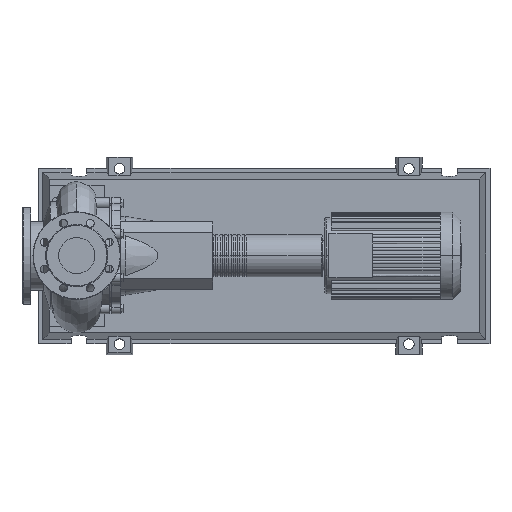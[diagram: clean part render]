
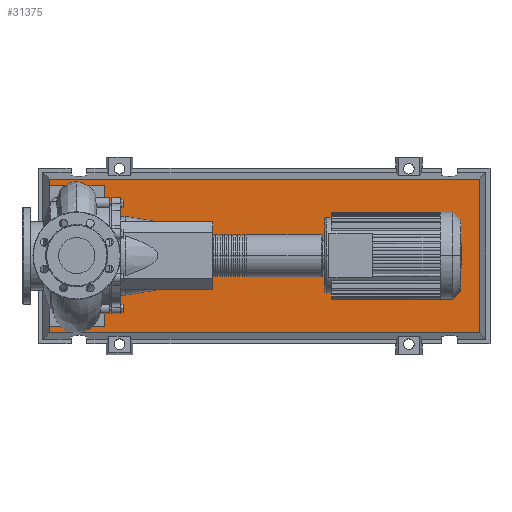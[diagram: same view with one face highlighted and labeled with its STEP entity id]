
A CAD part, top view. The second image highlights one B-rep face of the part: STEP entity #31375.
In plain terms, the highlighted planar face has unit normal (0, 0, 1).
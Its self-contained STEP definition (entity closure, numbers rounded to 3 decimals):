
#31056=CARTESIAN_POINT('',(917.971,-175.471,103.0));
#31057=VERTEX_POINT('',#31056);
#31064=CARTESIAN_POINT('',(-62.971,-175.471,103.0));
#31065=VERTEX_POINT('',#31064);
#31066=CARTESIAN_POINT('',(917.971,-175.471,103.0));
#31067=DIRECTION('',(-1.0,0.0,0.0));
#31068=VECTOR('',#31067,980.941);
#31069=LINE('',#31066,#31068);
#31070=EDGE_CURVE('',#31057,#31065,#31069,.T.);
#31288=CARTESIAN_POINT('',(917.971,175.471,103.0));
#31289=VERTEX_POINT('',#31288);
#31290=CARTESIAN_POINT('',(917.971,175.471,103.0));
#31291=DIRECTION('',(0.0,-1.0,0.0));
#31292=VECTOR('',#31291,350.941);
#31293=LINE('',#31290,#31292);
#31294=EDGE_CURVE('',#31289,#31057,#31293,.T.);
#31312=CARTESIAN_POINT('',(-62.971,175.471,103.0));
#31313=VERTEX_POINT('',#31312);
#31314=CARTESIAN_POINT('',(-62.971,-175.471,103.0));
#31315=DIRECTION('',(0.0,1.0,0.0));
#31316=VECTOR('',#31315,350.941);
#31317=LINE('',#31314,#31316);
#31318=EDGE_CURVE('',#31065,#31313,#31317,.T.);
#31351=CARTESIAN_POINT('',(-62.971,175.471,103.0));
#31352=DIRECTION('',(1.0,0.0,0.0));
#31353=VECTOR('',#31352,980.941);
#31354=LINE('',#31351,#31353);
#31355=EDGE_CURVE('',#31313,#31289,#31354,.T.);
#31364=CARTESIAN_POINT('',(427.5,0.,103.0));
#31365=DIRECTION('',(0.0,0.0,1.0));
#31366=DIRECTION('',(1.0,0.0,0.0));
#31367=AXIS2_PLACEMENT_3D('',#31364,#31365,#31366);
#31368=PLANE('',#31367);
#31369=ORIENTED_EDGE('',*,*,#31294,.F.);
#31370=ORIENTED_EDGE('',*,*,#31355,.F.);
#31371=ORIENTED_EDGE('',*,*,#31318,.F.);
#31372=ORIENTED_EDGE('',*,*,#31070,.F.);
#31373=EDGE_LOOP('',(#31369,#31370,#31371,#31372));
#31374=FACE_OUTER_BOUND('',#31373,.T.);
#31375=ADVANCED_FACE('',(#31374),#31368,.T.);
